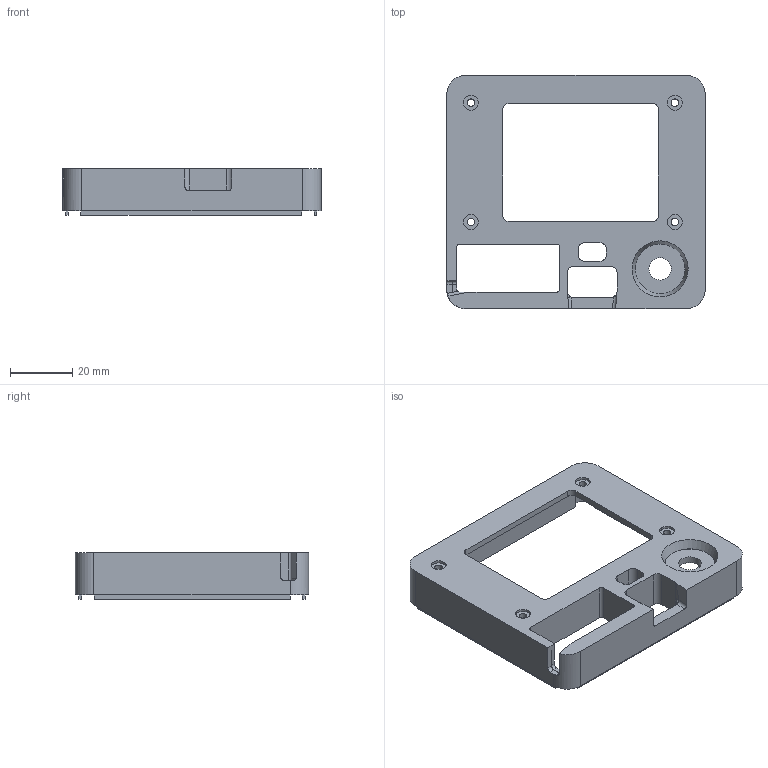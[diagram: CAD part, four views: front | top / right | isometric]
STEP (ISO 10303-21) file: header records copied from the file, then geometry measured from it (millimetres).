
FILE_DESCRIPTION(('FreeCAD Model'),'2;1');
FILE_NAME('Open CASCADE Shape Model','2024-12-10T11:23:05',('Author'),( ''),'Open CASCADE STEP processor 7.8','FreeCAD','Unknown');
FILE_SCHEMA(('AUTOMOTIVE_DESIGN { 1 0 10303 214 1 1 1 1 }'));
Length unit declared in the file: millimetre
Products named in the file (1): Pocket013
Bounding box: 83 x 75 x 15 mm (x, y, z)
Volume: 17962.4 mm3; surface area: 18384.6 mm2
Topology: 1 solids, 1 shells, 115 faces, 307 edges, 202 vertices
Faces by surface type: plane 68, cylinder 44, bspline 2, cone 1
Full cylindrical faces by diameter (mm): 2.4 x4, 3.4 x4, 4.8 x4, 7.2 x1, 16 x1, 20 x1
Entity records: 3772 total; most frequent: CARTESIAN_POINT 783, DIRECTION 615, ORIENTED_EDGE 614, EDGE_CURVE 307, AXIS2_PLACEMENT_3D 207, VERTEX_POINT 202, LINE 201, VECTOR 201
